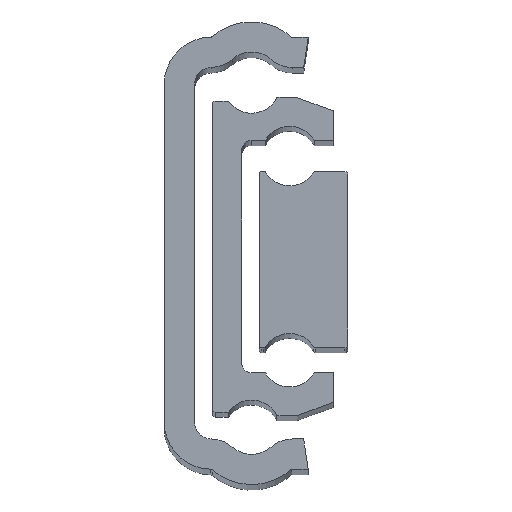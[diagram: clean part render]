
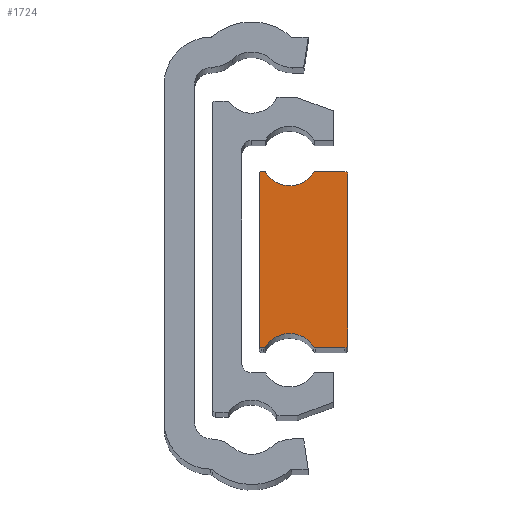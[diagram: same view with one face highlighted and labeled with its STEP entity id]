
A CAD part, top view. The second image highlights one B-rep face of the part: STEP entity #1724.
In plain terms, the highlighted face is planar.
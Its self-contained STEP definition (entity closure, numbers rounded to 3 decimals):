
#44 = EDGE_CURVE ( 'NONE', #2326, #2657, #1796, .T. ) ;
#61 = EDGE_CURVE ( 'NONE', #2644, #2417, #1824, .T. ) ;
#63 = EDGE_CURVE ( 'NONE', #2636, #2644, #1825, .T. ) ;
#70 = EDGE_CURVE ( 'NONE', #2657, #2629, #1838, .T. ) ;
#71 = EDGE_CURVE ( 'NONE', #2722, #2326, #1840, .T. ) ;
#85 = EDGE_CURVE ( 'NONE', #2533, #2515, #1864, .T. ) ;
#87 = EDGE_CURVE ( 'NONE', #2335, #2463, #1867, .T. ) ;
#109 = EDGE_CURVE ( 'NONE', #2463, #2451, #1894, .T. ) ;
#117 = EDGE_CURVE ( 'NONE', #2549, #2636, #1908, .T. ) ;
#119 = EDGE_CURVE ( 'NONE', #2462, #2306, #1910, .T. ) ;
#125 = EDGE_CURVE ( 'NONE', #2451, #2600, #1920, .T. ) ;
#145 = EDGE_CURVE ( 'NONE', #2629, #2549, #1950, .T. ) ;
#149 = EDGE_CURVE ( 'NONE', #2515, #2335, #1955, .T. ) ;
#151 = EDGE_CURVE ( 'NONE', #2306, #2533, #1956, .T. ) ;
#193 = EDGE_CURVE ( 'NONE', #2417, #2462, #2026, .T. ) ;
#235 = EDGE_CURVE ( 'NONE', #2600, #2722, #312, .T. ) ;
#306 = VECTOR ( 'NONE', #3038, 1000. ) ;
#312 = LINE ( 'NONE', #3037, #306 ) ;
#444 = FACE_OUTER_BOUND ( 'NONE', #1423, .T. ) ;
#825 = CARTESIAN_POINT ( 'NONE',  ( 10.45, -9.5, 0. ) ) ;
#867 = CARTESIAN_POINT ( 'NONE',  ( 10.933, 9.361, 0. ) ) ;
#879 = CARTESIAN_POINT ( 'NONE',  ( 19.45, -9.5, 0. ) ) ;
#887 = CARTESIAN_POINT ( 'NONE',  ( 10.68, 9.5, 0. ) ) ;
#916 = CARTESIAN_POINT ( 'NONE',  ( 19.45, 9.5, 0. ) ) ;
#932 = CARTESIAN_POINT ( 'NONE',  ( 19.75, -9.2, 0. ) ) ;
#975 = CARTESIAN_POINT ( 'NONE',  ( 16.067, -9.361, 0. ) ) ;
#994 = CARTESIAN_POINT ( 'NONE',  ( 19.75, 9.2, 0. ) ) ;
#1002 = CARTESIAN_POINT ( 'NONE',  ( 10.25, 9.3, 0. ) ) ;
#1003 = CARTESIAN_POINT ( 'NONE',  ( 16.32, -9.5, 0. ) ) ;
#1005 = CARTESIAN_POINT ( 'NONE',  ( 10.68, -9.5, 0. ) ) ;
#1018 = CARTESIAN_POINT ( 'NONE',  ( 10.25, -9.3, 0. ) ) ;
#1037 = CARTESIAN_POINT ( 'NONE',  ( 10.933, -9.361, 0. ) ) ;
#1049 = CARTESIAN_POINT ( 'NONE',  ( 10.45, 9.5, 0. ) ) ;
#1050 = CARTESIAN_POINT ( 'NONE',  ( 16.067, 9.361, 0. ) ) ;
#1094 = CARTESIAN_POINT ( 'NONE',  ( 16.32, 9.5, 0. ) ) ;
#1181 = ORIENTED_EDGE ( 'NONE', *, *, #117, .F. ) ;
#1183 = ORIENTED_EDGE ( 'NONE', *, *, #70, .F. ) ;
#1187 = ORIENTED_EDGE ( 'NONE', *, *, #63, .F. ) ;
#1191 = ORIENTED_EDGE ( 'NONE', *, *, #145, .F. ) ;
#1210 = ORIENTED_EDGE ( 'NONE', *, *, #87, .F. ) ;
#1242 = ORIENTED_EDGE ( 'NONE', *, *, #235, .F. ) ;
#1243 = ORIENTED_EDGE ( 'NONE', *, *, #125, .F. ) ;
#1249 = ORIENTED_EDGE ( 'NONE', *, *, #109, .F. ) ;
#1251 = ORIENTED_EDGE ( 'NONE', *, *, #71, .F. ) ;
#1252 = ORIENTED_EDGE ( 'NONE', *, *, #44, .F. ) ;
#1355 = ORIENTED_EDGE ( 'NONE', *, *, #149, .F. ) ;
#1356 = ORIENTED_EDGE ( 'NONE', *, *, #85, .F. ) ;
#1365 = ORIENTED_EDGE ( 'NONE', *, *, #61, .F. ) ;
#1366 = ORIENTED_EDGE ( 'NONE', *, *, #151, .F. ) ;
#1370 = ORIENTED_EDGE ( 'NONE', *, *, #119, .F. ) ;
#1371 = ORIENTED_EDGE ( 'NONE', *, *, #193, .F. ) ;
#1423 = EDGE_LOOP ( 'NONE', ( #1251, #1242, #1243, #1249, #1210, #1355, #1356, #1366, #1370, #1371, #1365, #1187, #1181, #1191, #1183, #1252 ) ) ;
#1724 = ADVANCED_FACE ( 'NONE', ( #444 ), #3245, .F. ) ;
#1793 = VECTOR ( 'NONE', #2568, 1000. ) ;
#1796 = LINE ( 'NONE', #2665, #1793 ) ;
#1824 = CIRCLE ( 'NONE', #2070, 0.2 ) ;
#1825 = LINE ( 'NONE', #2674, #1826 ) ;
#1826 = VECTOR ( 'NONE', #2681, 1000. ) ;
#1838 = CIRCLE ( 'NONE', #2074, 0.3 ) ;
#1840 = CIRCLE ( 'NONE', #2075, 0.3 ) ;
#1864 = CIRCLE ( 'NONE', #2078, 0.3 ) ;
#1867 = CIRCLE ( 'NONE', #2081, 0.3 ) ;
#1894 = LINE ( 'NONE', #2611, #1896 ) ;
#1896 = VECTOR ( 'NONE', #2736, 1000. ) ;
#1908 = CIRCLE ( 'NONE', #2099, 0.3 ) ;
#1910 = CIRCLE ( 'NONE', #2101, 0.2 ) ;
#1920 = CIRCLE ( 'NONE', #2104, 0.3 ) ;
#1950 = CIRCLE ( 'NONE', #2114, 3.04 ) ;
#1955 = CIRCLE ( 'NONE', #2118, 3.04 ) ;
#1956 = LINE ( 'NONE', #2843, #1957 ) ;
#1957 = VECTOR ( 'NONE', #2844, 1000. ) ;
#2026 = LINE ( 'NONE', #2940, #2027 ) ;
#2027 = VECTOR ( 'NONE', #2941, 1000. ) ;
#2070 = AXIS2_PLACEMENT_3D ( 'NONE', #2605, #2297, #2362 ) ;
#2074 = AXIS2_PLACEMENT_3D ( 'NONE', #2555, #2390, #2391 ) ;
#2075 = AXIS2_PLACEMENT_3D ( 'NONE', #2673, #2388, #2389 ) ;
#2078 = AXIS2_PLACEMENT_3D ( 'NONE', #2373, #2369, #2370 ) ;
#2081 = AXIS2_PLACEMENT_3D ( 'NONE', #2492, #2688, #2651 ) ;
#2099 = AXIS2_PLACEMENT_3D ( 'NONE', #2740, #2757, #2758 ) ;
#2101 = AXIS2_PLACEMENT_3D ( 'NONE', #2753, #2761, #2762 ) ;
#2104 = AXIS2_PLACEMENT_3D ( 'NONE', #2771, #2778, #2779 ) ;
#2114 = AXIS2_PLACEMENT_3D ( 'NONE', #2821, #2829, #2830 ) ;
#2118 = AXIS2_PLACEMENT_3D ( 'NONE', #2836, #2839, #2840 ) ;
#2204 = AXIS2_PLACEMENT_3D ( 'NONE', #3248, #3257, #3258 ) ;
#2297 = DIRECTION ( 'NONE',  ( 0., 0., 1. ) ) ;
#2306 = VERTEX_POINT ( 'NONE', #825 ) ;
#2326 = VERTEX_POINT ( 'NONE', #916 ) ;
#2335 = VERTEX_POINT ( 'NONE', #975 ) ;
#2362 = DIRECTION ( 'NONE',  ( 1., 0., 0. ) ) ;
#2369 = DIRECTION ( 'NONE',  ( 0., 0., 1. ) ) ;
#2370 = DIRECTION ( 'NONE',  ( 1., 0., 0. ) ) ;
#2373 = CARTESIAN_POINT ( 'NONE',  ( 10.68, -9.2, 0. ) ) ;
#2388 = DIRECTION ( 'NONE',  ( 0., 0., 1. ) ) ;
#2389 = DIRECTION ( 'NONE',  ( 1., 0., 0. ) ) ;
#2390 = DIRECTION ( 'NONE',  ( 0., 0., 1. ) ) ;
#2391 = DIRECTION ( 'NONE',  ( 1., 0., 0. ) ) ;
#2417 = VERTEX_POINT ( 'NONE', #1002 ) ;
#2451 = VERTEX_POINT ( 'NONE', #879 ) ;
#2462 = VERTEX_POINT ( 'NONE', #1018 ) ;
#2463 = VERTEX_POINT ( 'NONE', #1003 ) ;
#2492 = CARTESIAN_POINT ( 'NONE',  ( 16.32, -9.2, 0. ) ) ;
#2515 = VERTEX_POINT ( 'NONE', #1037 ) ;
#2533 = VERTEX_POINT ( 'NONE', #1005 ) ;
#2549 = VERTEX_POINT ( 'NONE', #867 ) ;
#2555 = CARTESIAN_POINT ( 'NONE',  ( 16.32, 9.2, 0. ) ) ;
#2568 = DIRECTION ( 'NONE',  ( -1., 0., 0. ) ) ;
#2600 = VERTEX_POINT ( 'NONE', #932 ) ;
#2605 = CARTESIAN_POINT ( 'NONE',  ( 10.45, 9.3, 0. ) ) ;
#2611 = CARTESIAN_POINT ( 'NONE',  ( 16.32, -9.5, 0. ) ) ;
#2629 = VERTEX_POINT ( 'NONE', #1050 ) ;
#2636 = VERTEX_POINT ( 'NONE', #887 ) ;
#2644 = VERTEX_POINT ( 'NONE', #1049 ) ;
#2651 = DIRECTION ( 'NONE',  ( 1., 0., 0. ) ) ;
#2657 = VERTEX_POINT ( 'NONE', #1094 ) ;
#2665 = CARTESIAN_POINT ( 'NONE',  ( 19.45, 9.5, 0. ) ) ;
#2673 = CARTESIAN_POINT ( 'NONE',  ( 19.45, 9.2, 0. ) ) ;
#2674 = CARTESIAN_POINT ( 'NONE',  ( 10.68, 9.5, 0. ) ) ;
#2681 = DIRECTION ( 'NONE',  ( -1., 0., 0. ) ) ;
#2688 = DIRECTION ( 'NONE',  ( 0., 0., 1. ) ) ;
#2722 = VERTEX_POINT ( 'NONE', #994 ) ;
#2736 = DIRECTION ( 'NONE',  ( 1., 0., 0. ) ) ;
#2740 = CARTESIAN_POINT ( 'NONE',  ( 10.68, 9.2, 0. ) ) ;
#2753 = CARTESIAN_POINT ( 'NONE',  ( 10.45, -9.3, 0. ) ) ;
#2757 = DIRECTION ( 'NONE',  ( 0., 0., 1. ) ) ;
#2758 = DIRECTION ( 'NONE',  ( 1., 0., 0. ) ) ;
#2761 = DIRECTION ( 'NONE',  ( 0., 0., 1. ) ) ;
#2762 = DIRECTION ( 'NONE',  ( 1., 0., 0. ) ) ;
#2771 = CARTESIAN_POINT ( 'NONE',  ( 19.45, -9.2, 0. ) ) ;
#2778 = DIRECTION ( 'NONE',  ( 0., 0., 1. ) ) ;
#2779 = DIRECTION ( 'NONE',  ( 1., 0., 0. ) ) ;
#2821 = CARTESIAN_POINT ( 'NONE',  ( 13.5, 10.99, 0. ) ) ;
#2829 = DIRECTION ( 'NONE',  ( 0., 0., -1. ) ) ;
#2830 = DIRECTION ( 'NONE',  ( 1., 0., 0. ) ) ;
#2836 = CARTESIAN_POINT ( 'NONE',  ( 13.5, -10.99, 0. ) ) ;
#2839 = DIRECTION ( 'NONE',  ( 0., 0., -1. ) ) ;
#2840 = DIRECTION ( 'NONE',  ( 1., 0., 0. ) ) ;
#2843 = CARTESIAN_POINT ( 'NONE',  ( 10.45, -9.5, 0. ) ) ;
#2844 = DIRECTION ( 'NONE',  ( 1., 0., 0. ) ) ;
#2940 = CARTESIAN_POINT ( 'NONE',  ( 10.25, 9.3, 0. ) ) ;
#2941 = DIRECTION ( 'NONE',  ( 0., -1., 0. ) ) ;
#3037 = CARTESIAN_POINT ( 'NONE',  ( 19.75, -9.2, 0. ) ) ;
#3038 = DIRECTION ( 'NONE',  ( 0., 1., 0. ) ) ;
#3245 = PLANE ( 'NONE',  #2204 ) ;
#3248 = CARTESIAN_POINT ( 'NONE',  ( 19.45, 9.2, 0. ) ) ;
#3257 = DIRECTION ( 'NONE',  ( 0., 0., 1. ) ) ;
#3258 = DIRECTION ( 'NONE',  ( 1., 0., 0. ) ) ;
